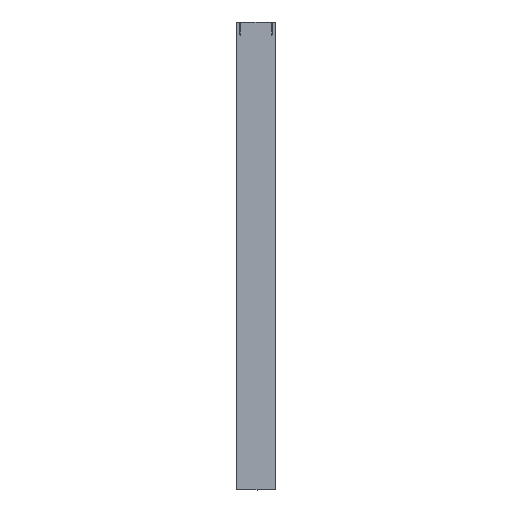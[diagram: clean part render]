
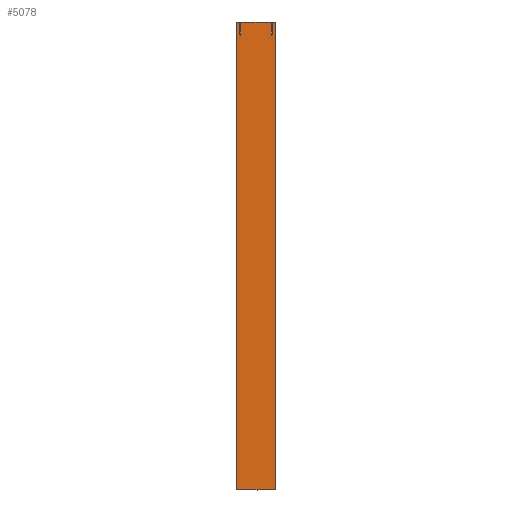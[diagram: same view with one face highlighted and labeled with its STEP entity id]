
A CAD part, left-side view. The second image highlights one B-rep face of the part: STEP entity #5078.
In plain terms, the highlighted planar face has unit normal (-1, 0, 0).
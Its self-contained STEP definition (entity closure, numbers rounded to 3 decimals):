
#1046=DIRECTION('',(0.,-1.,0.));
#1047=VECTOR('',#1046,164.);
#1048=CARTESIAN_POINT('',(0.,82.,0.));
#1049=LINE('',#1048,#1047);
#1186=DIRECTION('',(0.,-1.,0.));
#1187=VECTOR('',#1186,164.);
#1188=CARTESIAN_POINT('',(0.,82.,2000.));
#1189=LINE('',#1188,#1187);
#1408=DIRECTION('',(0.,0.,-1.));
#1409=VECTOR('',#1408,2000.);
#1410=CARTESIAN_POINT('',(0.,-82.,2000.));
#1411=LINE('',#1410,#1409);
#1416=DIRECTION('',(0.,-0.97,0.243));
#1417=VECTOR('',#1416,4.123);
#1418=CARTESIAN_POINT('',(0.,69.64,1992.75));
#1419=LINE('',#1418,#1417);
#1420=DIRECTION('',(0.,0.97,0.243));
#1421=VECTOR('',#1420,4.123);
#1422=CARTESIAN_POINT('',(0.,65.64,1943.75));
#1423=LINE('',#1422,#1421);
#1424=DIRECTION('',(0.,0.,-1.));
#1425=VECTOR('',#1424,50.);
#1426=CARTESIAN_POINT('',(0.,65.64,1993.75));
#1427=LINE('',#1426,#1425);
#1428=DIRECTION('',(0.,0.97,-0.243));
#1429=VECTOR('',#1428,4.123);
#1430=CARTESIAN_POINT('',(0.,-69.64,1944.75));
#1431=LINE('',#1430,#1429);
#1432=DIRECTION('',(0.,-0.97,-0.243));
#1433=VECTOR('',#1432,4.123);
#1434=CARTESIAN_POINT('',(0.,-65.64,1993.75));
#1435=LINE('',#1434,#1433);
#1436=DIRECTION('',(0.,0.,1.));
#1437=VECTOR('',#1436,50.);
#1438=CARTESIAN_POINT('',(0.,-65.64,1943.75));
#1439=LINE('',#1438,#1437);
#1444=DIRECTION('',(0.,0.,1.));
#1445=VECTOR('',#1444,2000.);
#1446=CARTESIAN_POINT('',(0.,82.,0.));
#1447=LINE('',#1446,#1445);
#1758=DIRECTION('',(0.,0.,-1.));
#1759=VECTOR('',#1758,48.);
#1760=CARTESIAN_POINT('',(0.,69.64,1992.75));
#1761=LINE('',#1760,#1759);
#1782=DIRECTION('',(0.,0.,1.));
#1783=VECTOR('',#1782,48.);
#1784=CARTESIAN_POINT('',(0.,-69.64,1944.75));
#1785=LINE('',#1784,#1783);
#3455=CARTESIAN_POINT('',(0.,82.,2000.));
#3456=CARTESIAN_POINT('',(0.,-82.,2000.));
#3457=VERTEX_POINT('',#3455);
#3458=VERTEX_POINT('',#3456);
#3527=CARTESIAN_POINT('',(0.,-65.64,1993.75));
#3529=VERTEX_POINT('',#3527);
#3626=CARTESIAN_POINT('',(0.,-69.64,1992.75));
#3627=VERTEX_POINT('',#3626);
#3775=CARTESIAN_POINT('',(0.,69.64,1992.75));
#3776=CARTESIAN_POINT('',(0.,69.64,1944.75));
#3777=VERTEX_POINT('',#3775);
#3778=VERTEX_POINT('',#3776);
#3818=CARTESIAN_POINT('',(0.,65.64,1943.75));
#3819=VERTEX_POINT('',#3818);
#3867=CARTESIAN_POINT('',(0.,65.64,1993.75));
#3868=VERTEX_POINT('',#3867);
#3884=CARTESIAN_POINT('',(0.,-65.64,1943.75));
#3885=VERTEX_POINT('',#3884);
#3890=CARTESIAN_POINT('',(0.,-69.64,1944.75));
#3892=VERTEX_POINT('',#3890);
#4021=CARTESIAN_POINT('',(0.,82.,0.));
#4023=VERTEX_POINT('',#4021);
#4030=CARTESIAN_POINT('',(0.,-82.,
0.));
#4032=VERTEX_POINT('',#4030);
#5046=CARTESIAN_POINT('',(0.,-82.,2000.));
#5047=DIRECTION('',(-1.,0.,0.));
#5048=DIRECTION('',(0.,0.,1.));
#5049=AXIS2_PLACEMENT_3D('',#5046,#5047,#5048);
#5050=PLANE('',#5049);
#5051=ORIENTED_EDGE('',*,*,#4548,.F.);
#5053=ORIENTED_EDGE('',*,*,#5052,.T.);
#5054=ORIENTED_EDGE('',*,*,#4645,.T.);
#5055=ORIENTED_EDGE('',*,*,#5039,.T.);
#5056=EDGE_LOOP('',(#5051,#5053,#5054,#5055));
#5057=FACE_OUTER_BOUND('',#5056,.F.);
#5059=ORIENTED_EDGE('',*,*,#5058,.F.);
#5061=ORIENTED_EDGE('',*,*,#5060,.T.);
#5063=ORIENTED_EDGE('',*,*,#5062,.F.);
#5065=ORIENTED_EDGE('',*,*,#5064,.F.);
#5066=EDGE_LOOP('',(#5059,#5061,#5063,#5065));
#5067=FACE_BOUND('',#5066,.F.);
#5069=ORIENTED_EDGE('',*,*,#5068,.F.);
#5071=ORIENTED_EDGE('',*,*,#5070,.T.);
#5073=ORIENTED_EDGE('',*,*,#5072,.F.);
#5075=ORIENTED_EDGE('',*,*,#5074,.F.);
#5076=EDGE_LOOP('',(#5069,#5071,#5073,#5075));
#5077=FACE_BOUND('',#5076,.F.);
#5078=ADVANCED_FACE('',(#5057,#5067,#5077),#5050,.T.);
#4548=EDGE_CURVE('',#4023,#4032,#1049,.T.);
#4645=EDGE_CURVE('',#3457,#3458,#1189,.T.);
#5039=EDGE_CURVE('',#3458,#4032,#1411,.T.);
#5052=EDGE_CURVE('',#4023,#3457,#1447,.T.);
#5058=EDGE_CURVE('',#3777,#3868,#1419,.T.);
#5060=EDGE_CURVE('',#3777,#3778,#1761,.T.);
#5062=EDGE_CURVE('',#3819,#3778,#1423,.T.);
#5064=EDGE_CURVE('',#3868,#3819,#1427,.T.);
#5068=EDGE_CURVE('',#3892,#3885,#1431,.T.);
#5070=EDGE_CURVE('',#3892,#3627,#1785,.T.);
#5072=EDGE_CURVE('',#3529,#3627,#1435,.T.);
#5074=EDGE_CURVE('',#3885,#3529,#1439,.T.);
